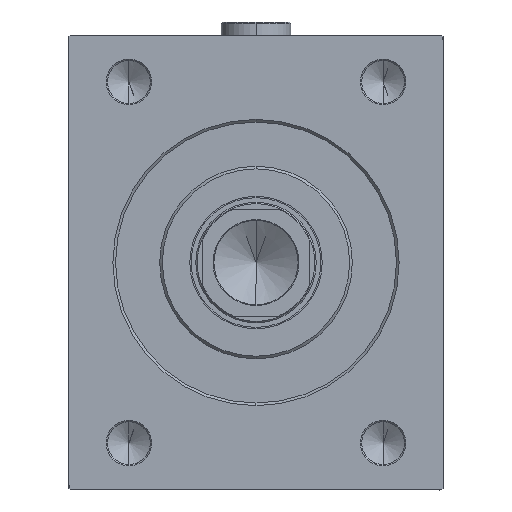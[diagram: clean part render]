
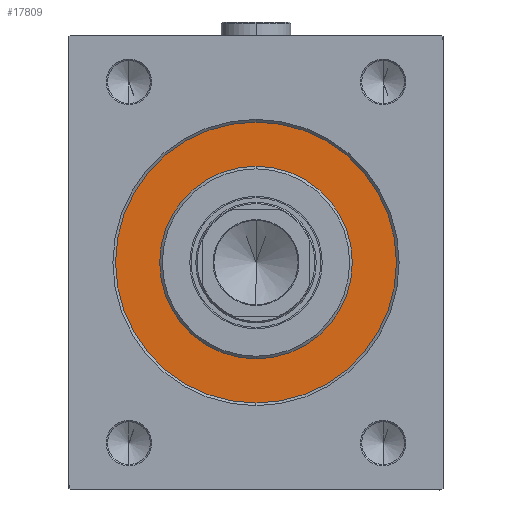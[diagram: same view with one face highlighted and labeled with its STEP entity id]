
A CAD part, left-side view. The second image highlights one B-rep face of the part: STEP entity #17809.
In plain terms, the highlighted face is planar.
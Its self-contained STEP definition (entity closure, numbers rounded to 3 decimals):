
#1371 = PLANE ( 'NONE',  #42528 ) ;
#4580 = VERTEX_POINT ( 'NONE', #8418 ) ;
#6063 = CARTESIAN_POINT ( 'NONE',  ( 0., 0., 0. ) ) ;
#7280 = AXIS2_PLACEMENT_3D ( 'NONE', #37544, #20198, #12599 ) ;
#7500 = CARTESIAN_POINT ( 'NONE',  ( 0., 0., 0. ) ) ;
#7740 = EDGE_CURVE ( 'NONE', #21882, #29582, #17999, .T. ) ;
#8418 = CARTESIAN_POINT ( 'NONE',  ( 0., 0., -36. ) ) ;
#8877 = ORIENTED_EDGE ( 'NONE', *, *, #33468, .F. ) ;
#9997 = DIRECTION ( 'NONE',  ( -1., 0., 0. ) ) ;
#11395 = VERTEX_POINT ( 'NONE', #44922 ) ;
#12599 = DIRECTION ( 'NONE',  ( 0., 0., -1. ) ) ;
#13192 = CIRCLE ( 'NONE', #7280, 36. ) ;
#13443 = DIRECTION ( 'NONE',  ( 0., 0., -1. ) ) ;
#16603 = CIRCLE ( 'NONE', #30614, 52.5 ) ;
#17809 = ADVANCED_FACE ( 'NONE', ( #33032, #40429 ), #1371, .F. ) ;
#17999 = CIRCLE ( 'NONE', #45291, 52.5 ) ;
#20198 = DIRECTION ( 'NONE',  ( 1., 0., 0. ) ) ;
#21609 = DIRECTION ( 'NONE',  ( 0., 0., 1. ) ) ;
#21882 = VERTEX_POINT ( 'NONE', #35394 ) ;
#22783 = EDGE_LOOP ( 'NONE', ( #34233, #31749 ) ) ;
#23091 = DIRECTION ( 'NONE',  ( -1., 0., 0. ) ) ;
#24109 = DIRECTION ( 'NONE',  ( 0., 0., 1. ) ) ;
#25747 = AXIS2_PLACEMENT_3D ( 'NONE', #34936, #41870, #13443 ) ;
#26554 = CARTESIAN_POINT ( 'NONE',  ( 0., 0., 0. ) ) ;
#27854 = DIRECTION ( 'NONE',  ( -1., 0., 0. ) ) ;
#29582 = VERTEX_POINT ( 'NONE', #36221 ) ;
#30614 = AXIS2_PLACEMENT_3D ( 'NONE', #7500, #27854, #21609 ) ;
#30855 = ORIENTED_EDGE ( 'NONE', *, *, #7740, .F. ) ;
#31737 = EDGE_LOOP ( 'NONE', ( #8877, #30855 ) ) ;
#31749 = ORIENTED_EDGE ( 'NONE', *, *, #43550, .F. ) ;
#33032 = FACE_BOUND ( 'NONE', #22783, .T. ) ;
#33468 = EDGE_CURVE ( 'NONE', #29582, #21882, #16603, .T. ) ;
#33482 = DIRECTION ( 'NONE',  ( 0., 0., 1. ) ) ;
#34233 = ORIENTED_EDGE ( 'NONE', *, *, #44631, .F. ) ;
#34936 = CARTESIAN_POINT ( 'NONE',  ( 0., 0., 0. ) ) ;
#35394 = CARTESIAN_POINT ( 'NONE',  ( 0., 0., 52.5 ) ) ;
#36221 = CARTESIAN_POINT ( 'NONE',  ( 0., 0., -52.5 ) ) ;
#37539 = CIRCLE ( 'NONE', #25747, 36. ) ;
#37544 = CARTESIAN_POINT ( 'NONE',  ( 0., 0., 0. ) ) ;
#40429 = FACE_OUTER_BOUND ( 'NONE', #31737, .T. ) ;
#41870 = DIRECTION ( 'NONE',  ( 1., 0., 0. ) ) ;
#42528 = AXIS2_PLACEMENT_3D ( 'NONE', #26554, #23091, #33482 ) ;
#43550 = EDGE_CURVE ( 'NONE', #4580, #11395, #13192, .T. ) ;
#44631 = EDGE_CURVE ( 'NONE', #11395, #4580, #37539, .T. ) ;
#44922 = CARTESIAN_POINT ( 'NONE',  ( 0., 0., 36. ) ) ;
#45291 = AXIS2_PLACEMENT_3D ( 'NONE', #6063, #9997, #24109 ) ;
